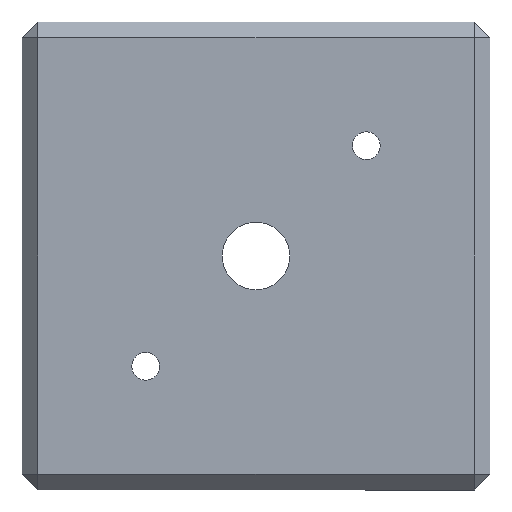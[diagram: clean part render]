
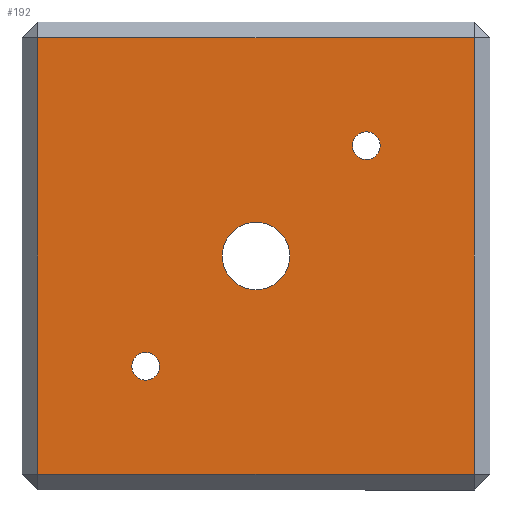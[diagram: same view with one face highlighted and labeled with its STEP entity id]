
A CAD part, front view. The second image highlights one B-rep face of the part: STEP entity #192.
In plain terms, the highlighted planar face has unit normal (0, -1, 0).
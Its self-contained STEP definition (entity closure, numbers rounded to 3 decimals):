
#14 = VERTEX_POINT ( 'NONE', #2628 ) ;
#27 = VERTEX_POINT ( 'NONE', #2383 ) ;
#70 = CARTESIAN_POINT ( 'NONE',  ( -8.98, -21.844, -8.98 ) ) ;
#164 = CARTESIAN_POINT ( 'NONE',  ( 19.05, -21.844, 19.05 ) ) ;
#192 = ADVANCED_FACE ( 'NONE', ( #3453, #2867, #465, #982 ), #1541, .F. ) ;
#212 = ORIENTED_EDGE ( 'NONE', *, *, #2149, .T. ) ;
#258 = EDGE_LOOP ( 'NONE', ( #684, #1437 ) ) ;
#287 = VECTOR ( 'NONE', #2245, 1000. ) ;
#373 = CIRCLE ( 'NONE', #827, 1.13 ) ;
#392 = EDGE_LOOP ( 'NONE', ( #1143, #608 ) ) ;
#417 = CARTESIAN_POINT ( 'NONE',  ( 19.05, -21.844, 17.78 ) ) ;
#465 = FACE_BOUND ( 'NONE', #258, .T. ) ;
#515 = DIRECTION ( 'NONE',  ( 0., 1., 0. ) ) ;
#575 = DIRECTION ( 'NONE',  ( 0., 1., 0. ) ) ;
#608 = ORIENTED_EDGE ( 'NONE', *, *, #781, .T. ) ;
#631 = CARTESIAN_POINT ( 'NONE',  ( 19.05, -21.844, -17.78 ) ) ;
#633 = DIRECTION ( 'NONE',  ( 1., 0., 0. ) ) ;
#659 = CIRCLE ( 'NONE', #942, 2.75 ) ;
#662 = LINE ( 'NONE', #3348, #1492 ) ;
#684 = ORIENTED_EDGE ( 'NONE', *, *, #2529, .F. ) ;
#692 = CARTESIAN_POINT ( 'NONE',  ( -7.85, -21.844, -8.98 ) ) ;
#763 = CARTESIAN_POINT ( 'NONE',  ( -17.78, -21.844, -17.78 ) ) ;
#781 = EDGE_CURVE ( 'NONE', #14, #1863, #1230, .T. ) ;
#827 = AXIS2_PLACEMENT_3D ( 'NONE', #1464, #575, #633 ) ;
#894 = DIRECTION ( 'NONE',  ( -1., 0., 0. ) ) ;
#942 = AXIS2_PLACEMENT_3D ( 'NONE', #2730, #1886, #894 ) ;
#976 = ORIENTED_EDGE ( 'NONE', *, *, #1792, .T. ) ;
#978 = CARTESIAN_POINT ( 'NONE',  ( -2.75, -21.844, 0. ) ) ;
#982 = FACE_OUTER_BOUND ( 'NONE', #1397, .T. ) ;
#1046 = CARTESIAN_POINT ( 'NONE',  ( 8.98, -21.844, 8.98 ) ) ;
#1095 = VERTEX_POINT ( 'NONE', #692 ) ;
#1096 = DIRECTION ( 'NONE',  ( 0., 1., 0. ) ) ;
#1108 = VERTEX_POINT ( 'NONE', #1480 ) ;
#1143 = ORIENTED_EDGE ( 'NONE', *, *, #3333, .T. ) ;
#1146 = CIRCLE ( 'NONE', #3116, 1.13 ) ;
#1179 = AXIS2_PLACEMENT_3D ( 'NONE', #164, #2054, #3421 ) ;
#1230 = CIRCLE ( 'NONE', #1276, 1.13 ) ;
#1255 = ORIENTED_EDGE ( 'NONE', *, *, #2895, .T. ) ;
#1276 = AXIS2_PLACEMENT_3D ( 'NONE', #1046, #1277, #2116 ) ;
#1277 = DIRECTION ( 'NONE',  ( 0., 1., 0. ) ) ;
#1372 = EDGE_CURVE ( 'NONE', #1692, #1867, #3040, .T. ) ;
#1397 = EDGE_LOOP ( 'NONE', ( #1712, #3033, #212, #1255 ) ) ;
#1408 = DIRECTION ( 'NONE',  ( -1., 0., 0. ) ) ;
#1424 = EDGE_CURVE ( 'NONE', #1867, #3381, #2229, .T. ) ;
#1426 = DIRECTION ( 'NONE',  ( 0., -1., 0. ) ) ;
#1437 = ORIENTED_EDGE ( 'NONE', *, *, #1800, .F. ) ;
#1464 = CARTESIAN_POINT ( 'NONE',  ( -8.98, -21.844, -8.98 ) ) ;
#1473 = DIRECTION ( 'NONE',  ( 0., 0., -1. ) ) ;
#1480 = CARTESIAN_POINT ( 'NONE',  ( 2.75, -21.844, 0. ) ) ;
#1490 = AXIS2_PLACEMENT_3D ( 'NONE', #2440, #1426, #1408 ) ;
#1492 = VECTOR ( 'NONE', #1473, 1000. ) ;
#1504 = VERTEX_POINT ( 'NONE', #978 ) ;
#1541 = PLANE ( 'NONE',  #1179 ) ;
#1616 = CARTESIAN_POINT ( 'NONE',  ( 8.98, -21.844, 8.98 ) ) ;
#1631 = CARTESIAN_POINT ( 'NONE',  ( 17.78, -21.844, 17.78 ) ) ;
#1692 = VERTEX_POINT ( 'NONE', #763 ) ;
#1712 = ORIENTED_EDGE ( 'NONE', *, *, #1372, .T. ) ;
#1792 = EDGE_CURVE ( 'NONE', #1095, #27, #2727, .T. ) ;
#1800 = EDGE_CURVE ( 'NONE', #1108, #1504, #659, .T. ) ;
#1857 = DIRECTION ( 'NONE',  ( -1., 0., 0. ) ) ;
#1863 = VERTEX_POINT ( 'NONE', #2971 ) ;
#1867 = VERTEX_POINT ( 'NONE', #2707 ) ;
#1886 = DIRECTION ( 'NONE',  ( 0., -1., 0. ) ) ;
#1912 = EDGE_CURVE ( 'NONE', #27, #1095, #373, .T. ) ;
#2054 = DIRECTION ( 'NONE',  ( 0., 1., 0. ) ) ;
#2110 = ORIENTED_EDGE ( 'NONE', *, *, #1912, .T. ) ;
#2116 = DIRECTION ( 'NONE',  ( 1., 0., 0. ) ) ;
#2133 = CARTESIAN_POINT ( 'NONE',  ( -17.78, -21.844, 17.78 ) ) ;
#2149 = EDGE_CURVE ( 'NONE', #3381, #2226, #2825, .T. ) ;
#2226 = VERTEX_POINT ( 'NONE', #2133 ) ;
#2229 = LINE ( 'NONE', #3304, #2651 ) ;
#2245 = DIRECTION ( 'NONE',  ( 1., 0., 0. ) ) ;
#2339 = AXIS2_PLACEMENT_3D ( 'NONE', #70, #1096, #2470 ) ;
#2383 = CARTESIAN_POINT ( 'NONE',  ( -10.111, -21.844, -8.98 ) ) ;
#2426 = DIRECTION ( 'NONE',  ( 1., 0., 0. ) ) ;
#2440 = CARTESIAN_POINT ( 'NONE',  ( 0., -21.844, 0. ) ) ;
#2470 = DIRECTION ( 'NONE',  ( 1., 0., 0. ) ) ;
#2529 = EDGE_CURVE ( 'NONE', #1504, #1108, #2940, .T. ) ;
#2628 = CARTESIAN_POINT ( 'NONE',  ( 7.85, -21.844, 8.98 ) ) ;
#2651 = VECTOR ( 'NONE', #2793, 1000. ) ;
#2707 = CARTESIAN_POINT ( 'NONE',  ( 17.78, -21.844, -17.78 ) ) ;
#2727 = CIRCLE ( 'NONE', #2339, 1.13 ) ;
#2730 = CARTESIAN_POINT ( 'NONE',  ( 0., -21.844, 0. ) ) ;
#2793 = DIRECTION ( 'NONE',  ( 0., 0., 1. ) ) ;
#2825 = LINE ( 'NONE', #417, #3166 ) ;
#2867 = FACE_BOUND ( 'NONE', #392, .T. ) ;
#2895 = EDGE_CURVE ( 'NONE', #2226, #1692, #662, .T. ) ;
#2940 = CIRCLE ( 'NONE', #1490, 2.75 ) ;
#2971 = CARTESIAN_POINT ( 'NONE',  ( 10.111, -21.844, 8.98 ) ) ;
#3033 = ORIENTED_EDGE ( 'NONE', *, *, #1424, .T. ) ;
#3040 = LINE ( 'NONE', #631, #287 ) ;
#3103 = EDGE_LOOP ( 'NONE', ( #976, #2110 ) ) ;
#3116 = AXIS2_PLACEMENT_3D ( 'NONE', #1616, #515, #2426 ) ;
#3166 = VECTOR ( 'NONE', #1857, 1000. ) ;
#3304 = CARTESIAN_POINT ( 'NONE',  ( 17.78, -21.844, 19.05 ) ) ;
#3333 = EDGE_CURVE ( 'NONE', #1863, #14, #1146, .T. ) ;
#3348 = CARTESIAN_POINT ( 'NONE',  ( -17.78, -21.844, 19.05 ) ) ;
#3381 = VERTEX_POINT ( 'NONE', #1631 ) ;
#3421 = DIRECTION ( 'NONE',  ( 1., 0., 0. ) ) ;
#3453 = FACE_BOUND ( 'NONE', #3103, .T. ) ;
